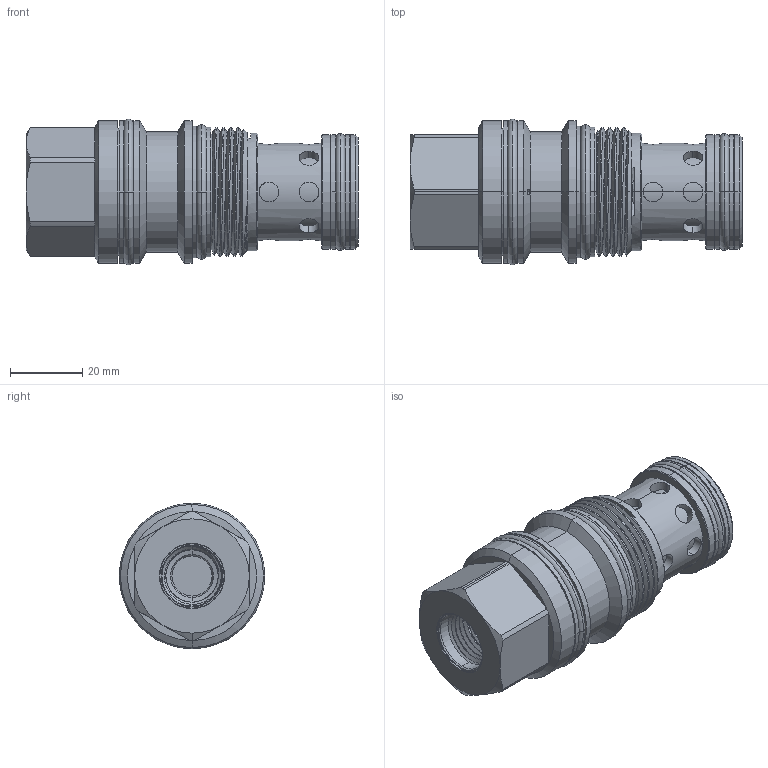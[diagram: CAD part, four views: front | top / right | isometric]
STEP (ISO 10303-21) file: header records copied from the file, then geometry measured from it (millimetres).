
FILE_DESCRIPTION (( 'STEP AP203' ), '1' );
FILE_NAME ('LO17A3A(3B)-8.STEP', '2016-06-04T05:47:01', ( '' ), ( '' ), 'SwSTEP 2.0', 'SolidWorks 2012', '' );
FILE_SCHEMA (( 'CONFIG_CONTROL_DESIGN' ));
Length unit declared in the file: millimetre
Products named in the file (1): LO17A3A(3B)-8
Bounding box: 92.12 x 40.4 x 40.4 mm (x, y, z)
Volume: 73416.6 mm3; surface area: 25246.9 mm2
Topology: 7 solids, 12 shells, 295 faces, 665 edges, 401 vertices
Faces by surface type: cylinder 149, cone 61, plane 49, torus 27, bspline 9
Entity records: 11821 total; most frequent: CARTESIAN_POINT 5322, DIRECTION 1359, ORIENTED_EDGE 1322, EDGE_CURVE 661, AXIS2_PLACEMENT_3D 574, VERTEX_POINT 401, EDGE_LOOP 332, FACE_OUTER_BOUND 295
